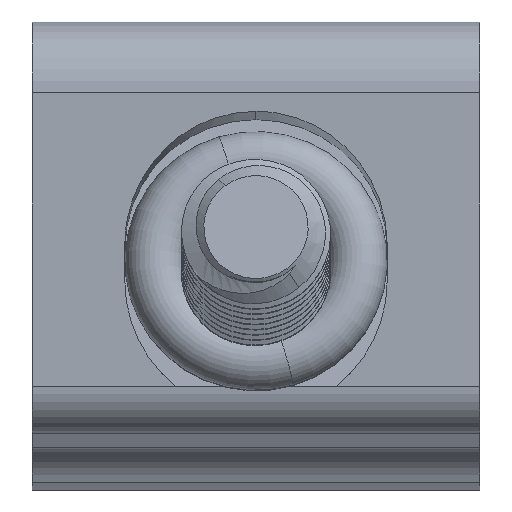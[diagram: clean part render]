
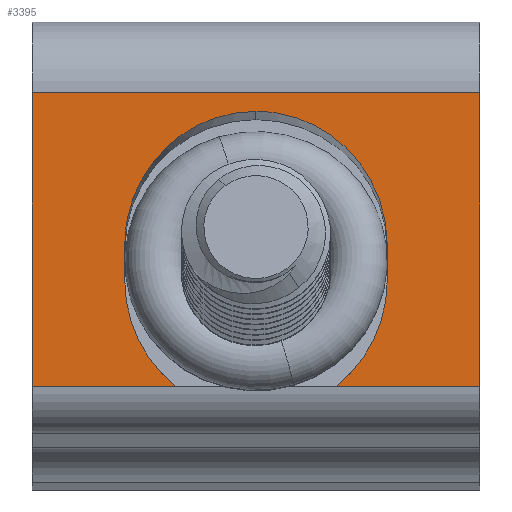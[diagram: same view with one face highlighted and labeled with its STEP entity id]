
A CAD part, front view. The second image highlights one B-rep face of the part: STEP entity #3395.
In plain terms, the highlighted planar face has unit normal (0, -1, 0).
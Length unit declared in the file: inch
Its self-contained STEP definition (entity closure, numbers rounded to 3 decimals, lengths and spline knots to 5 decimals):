
#82 = LINE ( 'NONE', #5540, #5258 ) ;
#86 = EDGE_LOOP ( 'NONE', ( #2324, #5494, #4364, #3603, #1491, #4100, #4153, #2182, #2788, #4858, #2466 ) ) ;
#226 = CARTESIAN_POINT ( 'NONE',  ( 0.155, -0.11893, -0.25428 ) ) ;
#243 = DIRECTION ( 'NONE',  ( -1., 0., 0. ) ) ;
#305 = LINE ( 'NONE', #1346, #2661 ) ;
#335 = CARTESIAN_POINT ( 'NONE',  ( 0.75, -0.11893, -0.49178 ) ) ;
#370 = LINE ( 'NONE', #3338, #1679 ) ;
#443 = VECTOR ( 'NONE', #1318, 39.37008 ) ;
#687 = CARTESIAN_POINT ( 'NONE',  ( 0., -0.11893, 0. ) ) ;
#720 = FACE_OUTER_BOUND ( 'NONE', #86, .T. ) ;
#739 = VERTEX_POINT ( 'NONE', #3533 ) ;
#864 = CARTESIAN_POINT ( 'NONE',  ( 0.155, -0.11893, -0.38554 ) ) ;
#885 = CARTESIAN_POINT ( 'NONE',  ( 0.155, -0.11893, 0. ) ) ;
#897 = CARTESIAN_POINT ( 'NONE',  ( 0.595, -0.11893, -0.3152 ) ) ;
#1071 = CARTESIAN_POINT ( 'NONE',  ( 0.56451, -0.11893, -0.44869 ) ) ;
#1169 = DIRECTION ( 'NONE',  ( 0., 0., 1. ) ) ;
#1225 = CARTESIAN_POINT ( 'NONE',  ( 0., -0.11893, 0. ) ) ;
#1298 = CARTESIAN_POINT ( 'NONE',  ( 0.155, -0.11893, -0.3152 ) ) ;
#1299 =( BOUNDED_CURVE ( )  B_SPLINE_CURVE ( 3, ( #4589, #5036, #2858, #1946 ),
 .UNSPECIFIED., .F., .F. ) 
 B_SPLINE_CURVE_WITH_KNOTS ( ( 4, 4 ),
 ( 3.14159, 4.71239 ),
 .UNSPECIFIED. ) 
 CURVE ( )  GEOMETRIC_REPRESENTATION_ITEM ( )  RATIONAL_B_SPLINE_CURVE ( ( 1., 0.805, 0.805, 1. ) ) 
 REPRESENTATION_ITEM ( '' )  );
#1318 = DIRECTION ( 'NONE',  ( 0., 0., -1. ) ) ;
#1337 = LINE ( 'NONE', #4463, #2505 ) ;
#1346 = CARTESIAN_POINT ( 'NONE',  ( 0.75, -0.11893, -0.49178 ) ) ;
#1385 = EDGE_CURVE ( 'NONE', #4892, #5199, #5271, .T. ) ;
#1386 = CARTESIAN_POINT ( 'NONE',  ( 0.50977, -0.11893, -0.49178 ) ) ;
#1491 = ORIENTED_EDGE ( 'NONE', *, *, #3841, .T. ) ;
#1574 = EDGE_CURVE ( 'NONE', #739, #3050, #370, .T. ) ;
#1679 = VECTOR ( 'NONE', #243, 39.37008 ) ;
#1742 =( BOUNDED_CURVE ( )  B_SPLINE_CURVE ( 3, ( #1298, #864, #2204, #5287 ),
 .UNSPECIFIED., .F., .F. ) 
 B_SPLINE_CURVE_WITH_KNOTS ( ( 4, 4 ),
 ( 4.71239, 5.62388 ),
 .UNSPECIFIED. ) 
 CURVE ( )  GEOMETRIC_REPRESENTATION_ITEM ( )  RATIONAL_B_SPLINE_CURVE ( ( 1., 0.932, 0.932, 1. ) ) 
 REPRESENTATION_ITEM ( '' )  );
#1758 = VERTEX_POINT ( 'NONE', #1386 ) ;
#1927 = CARTESIAN_POINT ( 'NONE',  ( 0.595, -0.11893, -0.25428 ) ) ;
#1946 = CARTESIAN_POINT ( 'NONE',  ( 0.155, -0.11893, -0.25428 ) ) ;
#1966 = CARTESIAN_POINT ( 'NONE',  ( 0.595, -0.11893, -0.38554 ) ) ;
#1989 = EDGE_CURVE ( 'NONE', #4627, #2601, #305, .T. ) ;
#2182 = ORIENTED_EDGE ( 'NONE', *, *, #3226, .F. ) ;
#2204 = CARTESIAN_POINT ( 'NONE',  ( 0.18549, -0.11893, -0.44869 ) ) ;
#2275 = EDGE_CURVE ( 'NONE', #4867, #4892, #1299, .T. ) ;
#2324 = ORIENTED_EDGE ( 'NONE', *, *, #5599, .F. ) ;
#2368 =( BOUNDED_CURVE ( )  B_SPLINE_CURVE ( 3, ( #1927, #4572, #5456, #2802 ),
 .UNSPECIFIED., .F., .F. ) 
 B_SPLINE_CURVE_WITH_KNOTS ( ( 4, 4 ),
 ( 1.5708, 3.14159 ),
 .UNSPECIFIED. ) 
 CURVE ( )  GEOMETRIC_REPRESENTATION_ITEM ( )  RATIONAL_B_SPLINE_CURVE ( ( 1., 0.805, 0.805, 1. ) ) 
 REPRESENTATION_ITEM ( '' )  );
#2427 = CARTESIAN_POINT ( 'NONE',  ( 0.375, -0.11893, -0.03088 ) ) ;
#2466 = ORIENTED_EDGE ( 'NONE', *, *, #1989, .F. ) ;
#2505 = VECTOR ( 'NONE', #3150, 39.37008 ) ;
#2601 = VERTEX_POINT ( 'NONE', #4386 ) ;
#2661 = VECTOR ( 'NONE', #3536, 39.37008 ) ;
#2717 = VECTOR ( 'NONE', #5108, 39.37008 ) ;
#2787 =( BOUNDED_CURVE ( )  B_SPLINE_CURVE ( 3, ( #3278, #1071, #1966, #5052 ),
 .UNSPECIFIED., .F., .F. ) 
 B_SPLINE_CURVE_WITH_KNOTS ( ( 4, 4 ),
 ( 0.65931, 1.5708 ),
 .UNSPECIFIED. ) 
 CURVE ( )  GEOMETRIC_REPRESENTATION_ITEM ( )  RATIONAL_B_SPLINE_CURVE ( ( 1., 0.932, 0.932, 1. ) ) 
 REPRESENTATION_ITEM ( '' )  );
#2788 = ORIENTED_EDGE ( 'NONE', *, *, #1574, .T. ) ;
#2802 = CARTESIAN_POINT ( 'NONE',  ( 0.375, -0.11893, -0.03088 ) ) ;
#2858 = CARTESIAN_POINT ( 'NONE',  ( 0.155, -0.11893, -0.12342 ) ) ;
#2884 = DIRECTION ( 'NONE',  ( 0., 0., -1. ) ) ;
#2914 = CARTESIAN_POINT ( 'NONE',  ( 0.75, -0.11893, -0.49178 ) ) ;
#2927 = CARTESIAN_POINT ( 'NONE',  ( 0.75, -0.11893, 0. ) ) ;
#3050 = VERTEX_POINT ( 'NONE', #1225 ) ;
#3133 = LINE ( 'NONE', #2914, #2717 ) ;
#3150 = DIRECTION ( 'NONE',  ( 0., 0., -1. ) ) ;
#3226 = EDGE_CURVE ( 'NONE', #739, #3418, #1337, .T. ) ;
#3278 = CARTESIAN_POINT ( 'NONE',  ( 0.50977, -0.11893, -0.49178 ) ) ;
#3338 = CARTESIAN_POINT ( 'NONE',  ( 0.75, -0.11893, 0. ) ) ;
#3395 = ADVANCED_FACE ( 'NONE', ( #720 ), #4699, .F. ) ;
#3418 = VERTEX_POINT ( 'NONE', #335 ) ;
#3533 = CARTESIAN_POINT ( 'NONE',  ( 0.75, -0.11893, 0. ) ) ;
#3536 = DIRECTION ( 'NONE',  ( -1., 0., 0. ) ) ;
#3603 = ORIENTED_EDGE ( 'NONE', *, *, #4769, .F. ) ;
#3638 = AXIS2_PLACEMENT_3D ( 'NONE', #2927, #3836, #1169 ) ;
#3781 = DIRECTION ( 'NONE',  ( 0., 0., -1. ) ) ;
#3801 = EDGE_CURVE ( 'NONE', #3050, #2601, #4490, .T. ) ;
#3836 = DIRECTION ( 'NONE',  ( 0., 1., 0. ) ) ;
#3841 = EDGE_CURVE ( 'NONE', #4166, #4469, #82, .T. ) ;
#4100 = ORIENTED_EDGE ( 'NONE', *, *, #5234, .F. ) ;
#4153 = ORIENTED_EDGE ( 'NONE', *, *, #5351, .F. ) ;
#4166 = VERTEX_POINT ( 'NONE', #5009 ) ;
#4216 = VECTOR ( 'NONE', #3781, 39.37008 ) ;
#4364 = ORIENTED_EDGE ( 'NONE', *, *, #2275, .F. ) ;
#4386 = CARTESIAN_POINT ( 'NONE',  ( 0., -0.11893, -0.49178 ) ) ;
#4463 = CARTESIAN_POINT ( 'NONE',  ( 0.75, -0.11893, 0. ) ) ;
#4469 = VERTEX_POINT ( 'NONE', #897 ) ;
#4490 = LINE ( 'NONE', #687, #4216 ) ;
#4572 = CARTESIAN_POINT ( 'NONE',  ( 0.595, -0.11893, -0.12342 ) ) ;
#4589 = CARTESIAN_POINT ( 'NONE',  ( 0.375, -0.11893, -0.03088 ) ) ;
#4627 = VERTEX_POINT ( 'NONE', #4932 ) ;
#4699 = PLANE ( 'NONE',  #3638 ) ;
#4769 = EDGE_CURVE ( 'NONE', #4166, #4867, #2368, .T. ) ;
#4858 = ORIENTED_EDGE ( 'NONE', *, *, #3801, .T. ) ;
#4867 = VERTEX_POINT ( 'NONE', #2427 ) ;
#4892 = VERTEX_POINT ( 'NONE', #226 ) ;
#4932 = CARTESIAN_POINT ( 'NONE',  ( 0.24023, -0.11893, -0.49178 ) ) ;
#5009 = CARTESIAN_POINT ( 'NONE',  ( 0.595, -0.11893, -0.25428 ) ) ;
#5036 = CARTESIAN_POINT ( 'NONE',  ( 0.24613, -0.11893, -0.03088 ) ) ;
#5052 = CARTESIAN_POINT ( 'NONE',  ( 0.595, -0.11893, -0.3152 ) ) ;
#5108 = DIRECTION ( 'NONE',  ( -1., 0., 0. ) ) ;
#5199 = VERTEX_POINT ( 'NONE', #5471 ) ;
#5234 = EDGE_CURVE ( 'NONE', #1758, #4469, #2787, .T. ) ;
#5258 = VECTOR ( 'NONE', #2884, 39.37008 ) ;
#5271 = LINE ( 'NONE', #885, #443 ) ;
#5287 = CARTESIAN_POINT ( 'NONE',  ( 0.24023, -0.11893, -0.49178 ) ) ;
#5351 = EDGE_CURVE ( 'NONE', #3418, #1758, #3133, .T. ) ;
#5456 = CARTESIAN_POINT ( 'NONE',  ( 0.50387, -0.11893, -0.03088 ) ) ;
#5471 = CARTESIAN_POINT ( 'NONE',  ( 0.155, -0.11893, -0.3152 ) ) ;
#5494 = ORIENTED_EDGE ( 'NONE', *, *, #1385, .F. ) ;
#5540 = CARTESIAN_POINT ( 'NONE',  ( 0.595, -0.11893, 0. ) ) ;
#5599 = EDGE_CURVE ( 'NONE', #5199, #4627, #1742, .T. ) ;
